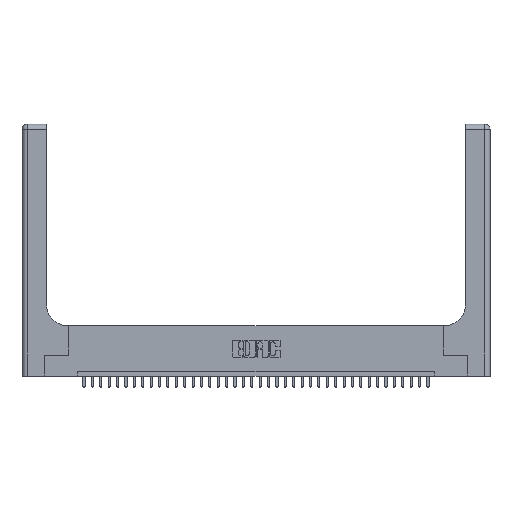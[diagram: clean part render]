
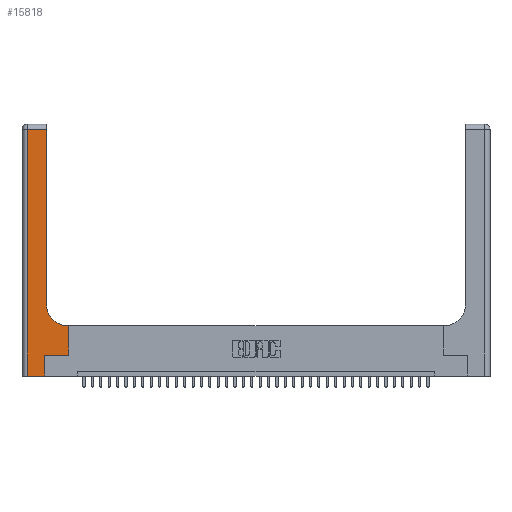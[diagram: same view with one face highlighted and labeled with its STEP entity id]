
A CAD part, top view. The second image highlights one B-rep face of the part: STEP entity #15818.
In plain terms, the highlighted planar face has unit normal (0, 0, 1).
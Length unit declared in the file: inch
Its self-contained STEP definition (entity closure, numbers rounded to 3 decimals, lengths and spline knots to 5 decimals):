
#83 = DIRECTION ( 'NONE',  ( 1., 0., 0. ) ) ;
#127 = LINE ( 'NONE', #1753, #31709 ) ;
#245 = VECTOR ( 'NONE', #16576, 39.37008 ) ;
#377 = EDGE_CURVE ( 'NONE', #35708, #34856, #127, .T. ) ;
#611 = VERTEX_POINT ( 'NONE', #12503 ) ;
#1727 = PLANE ( 'NONE',  #7557 ) ;
#1753 = CARTESIAN_POINT ( 'NONE',  ( 0.2915, 0.6, 0.37 ) ) ;
#2120 = DIRECTION ( 'NONE',  ( -1., 0., 0. ) ) ;
#2901 = EDGE_CURVE ( 'NONE', #34068, #31948, #19239, .T. ) ;
#3084 = CARTESIAN_POINT ( 'NONE',  ( 0.5585, 0.6, 0.37 ) ) ;
#3305 = CARTESIAN_POINT ( 'NONE',  ( 0.06, 0., 0.37 ) ) ;
#3413 = FACE_OUTER_BOUND ( 'NONE', #29638, .T. ) ;
#3498 = CARTESIAN_POINT ( 'NONE',  ( 0.269, 0., 0.37 ) ) ;
#3819 = EDGE_CURVE ( 'NONE', #34856, #19381, #12935, .T. ) ;
#4573 = CARTESIAN_POINT ( 'NONE',  ( 0., 3., 0.37 ) ) ;
#5144 = ORIENTED_EDGE ( 'NONE', *, *, #15581, .T. ) ;
#6060 = DIRECTION ( 'NONE',  ( 0., 0., -1. ) ) ;
#6960 = DIRECTION ( 'NONE',  ( 0., 0., -1. ) ) ;
#7557 = AXIS2_PLACEMENT_3D ( 'NONE', #4573, #6960, #24005 ) ;
#7741 = EDGE_CURVE ( 'NONE', #25795, #35708, #26459, .T. ) ;
#8314 = VERTEX_POINT ( 'NONE', #33002 ) ;
#8865 = DIRECTION ( 'NONE',  ( 1., 0., 0. ) ) ;
#11739 = ORIENTED_EDGE ( 'NONE', *, *, #2901, .T. ) ;
#12503 = CARTESIAN_POINT ( 'NONE',  ( 0.2915, 2.94, 0.37 ) ) ;
#12595 = DIRECTION ( 'NONE',  ( 0., 1., 0. ) ) ;
#12935 = CIRCLE ( 'NONE', #36586, 0.25 ) ;
#12980 = CARTESIAN_POINT ( 'NONE',  ( 0.269, 0.25, 0.37 ) ) ;
#13430 = CARTESIAN_POINT ( 'NONE',  ( 0.5415, 0.85, 0.37 ) ) ;
#13515 = EDGE_CURVE ( 'NONE', #19381, #611, #36341, .T. ) ;
#13924 = DIRECTION ( 'NONE',  ( 1., 0., 0. ) ) ;
#15581 = EDGE_CURVE ( 'NONE', #25104, #34068, #18090, .T. ) ;
#15818 = ADVANCED_FACE ( 'NONE', ( #3413 ), #1727, .F. ) ;
#16040 = EDGE_CURVE ( 'NONE', #31948, #25795, #25193, .T. ) ;
#16576 = DIRECTION ( 'NONE',  ( 0., -1., 0. ) ) ;
#16644 = CARTESIAN_POINT ( 'NONE',  ( 0.269, 0.25, 0.37 ) ) ;
#17087 = ORIENTED_EDGE ( 'NONE', *, *, #16040, .T. ) ;
#18090 = LINE ( 'NONE', #31454, #22963 ) ;
#18278 = VECTOR ( 'NONE', #19143, 39.37008 ) ;
#18534 = CARTESIAN_POINT ( 'NONE',  ( 0.2915, 3., 0.37 ) ) ;
#19143 = DIRECTION ( 'NONE',  ( -1., 0., 0. ) ) ;
#19239 = LINE ( 'NONE', #33849, #23246 ) ;
#19298 = CARTESIAN_POINT ( 'NONE',  ( 0.06, 3., 0.37 ) ) ;
#19381 = VERTEX_POINT ( 'NONE', #26146 ) ;
#21439 = ORIENTED_EDGE ( 'NONE', *, *, #7741, .T. ) ;
#22342 = EDGE_CURVE ( 'NONE', #611, #8314, #29423, .T. ) ;
#22419 = CARTESIAN_POINT ( 'NONE',  ( 0.5415, 0.6, 0.37 ) ) ;
#22963 = VECTOR ( 'NONE', #8865, 39.37008 ) ;
#23246 = VECTOR ( 'NONE', #34088, 39.37008 ) ;
#23524 = CARTESIAN_POINT ( 'NONE',  ( 0.5585, 0.25, 0.37 ) ) ;
#24005 = DIRECTION ( 'NONE',  ( -1., 0., 0. ) ) ;
#24249 = LINE ( 'NONE', #19298, #245 ) ;
#25104 = VERTEX_POINT ( 'NONE', #3305 ) ;
#25193 = LINE ( 'NONE', #16644, #29195 ) ;
#25795 = VERTEX_POINT ( 'NONE', #28729 ) ;
#26146 = CARTESIAN_POINT ( 'NONE',  ( 0.2915, 0.85, 0.37 ) ) ;
#26202 = ORIENTED_EDGE ( 'NONE', *, *, #377, .T. ) ;
#26251 = DIRECTION ( 'NONE',  ( 0., 1., 0. ) ) ;
#26459 = LINE ( 'NONE', #23524, #29143 ) ;
#27385 = ORIENTED_EDGE ( 'NONE', *, *, #13515, .T. ) ;
#28729 = CARTESIAN_POINT ( 'NONE',  ( 0.5585, 0.25, 0.37 ) ) ;
#28752 = ORIENTED_EDGE ( 'NONE', *, *, #3819, .T. ) ;
#29143 = VECTOR ( 'NONE', #26251, 39.37008 ) ;
#29195 = VECTOR ( 'NONE', #13924, 39.37008 ) ;
#29400 = ORIENTED_EDGE ( 'NONE', *, *, #32202, .T. ) ;
#29423 = LINE ( 'NONE', #30686, #18278 ) ;
#29638 = EDGE_LOOP ( 'NONE', ( #27385, #35593, #29400, #5144, #11739, #17087, #21439, #26202, #28752 ) ) ;
#30686 = CARTESIAN_POINT ( 'NONE',  ( 0., 2.94, 0.37 ) ) ;
#31454 = CARTESIAN_POINT ( 'NONE',  ( 0., 0., 0.37 ) ) ;
#31709 = VECTOR ( 'NONE', #2120, 39.37008 ) ;
#31948 = VERTEX_POINT ( 'NONE', #12980 ) ;
#32202 = EDGE_CURVE ( 'NONE', #8314, #25104, #24249, .T. ) ;
#33002 = CARTESIAN_POINT ( 'NONE',  ( 0.06, 2.94, 0.37 ) ) ;
#33646 = VECTOR ( 'NONE', #12595, 39.37008 ) ;
#33849 = CARTESIAN_POINT ( 'NONE',  ( 0.269, 0., 0.37 ) ) ;
#34068 = VERTEX_POINT ( 'NONE', #3498 ) ;
#34088 = DIRECTION ( 'NONE',  ( 0., 1., 0. ) ) ;
#34856 = VERTEX_POINT ( 'NONE', #22419 ) ;
#35593 = ORIENTED_EDGE ( 'NONE', *, *, #22342, .T. ) ;
#35708 = VERTEX_POINT ( 'NONE', #3084 ) ;
#36341 = LINE ( 'NONE', #18534, #33646 ) ;
#36586 = AXIS2_PLACEMENT_3D ( 'NONE', #13430, #6060, #83 ) ;
